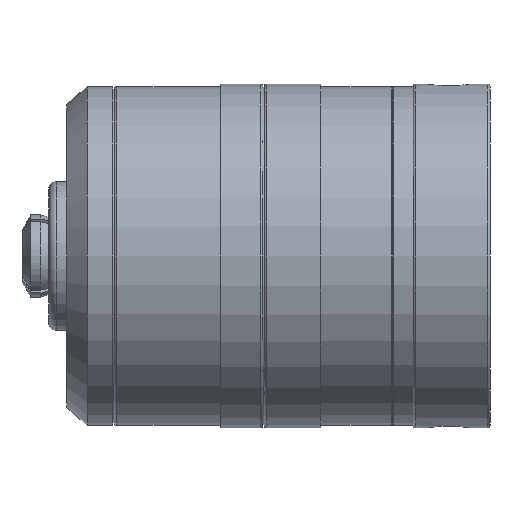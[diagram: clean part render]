
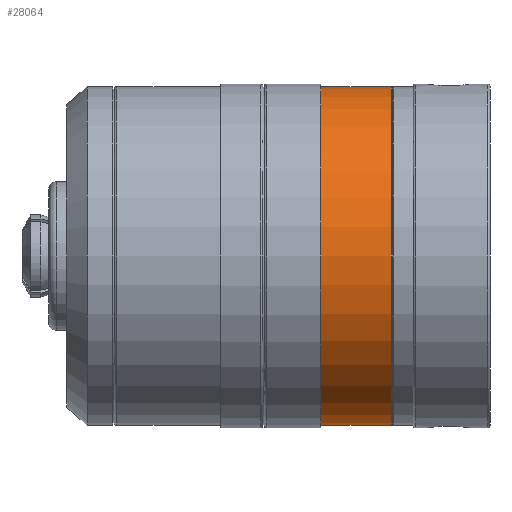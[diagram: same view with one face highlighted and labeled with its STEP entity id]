
A CAD part, front view. The second image highlights one B-rep face of the part: STEP entity #28064.
In plain terms, the highlighted cylindrical face has radius 33 mm (diameter 66 mm), a full revolution.
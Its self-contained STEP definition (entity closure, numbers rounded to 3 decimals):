
#459 = CARTESIAN_POINT ( 'NONE',  ( -60.731, 31.515, 0. ) ) ;
#2670 = AXIS2_PLACEMENT_3D ( 'NONE', #47166, #35896, #20279 ) ;
#4464 = FACE_OUTER_BOUND ( 'NONE', #13565, .T. ) ;
#5684 = CARTESIAN_POINT ( 'NONE',  ( -46.931, 31.515, -33. ) ) ;
#9078 = CYLINDRICAL_SURFACE ( 'NONE', #18957, 33. ) ;
#10467 = CIRCLE ( 'NONE', #16192, 33. ) ;
#12162 = FACE_OUTER_BOUND ( 'NONE', #35392, .T. ) ;
#13565 = EDGE_LOOP ( 'NONE', ( #37352 ) ) ;
#16192 = AXIS2_PLACEMENT_3D ( 'NONE', #459, #28450, #36346 ) ;
#18957 = AXIS2_PLACEMENT_3D ( 'NONE', #24461, #27554, #39844 ) ;
#20279 = DIRECTION ( 'NONE',  ( 0., 0., -1. ) ) ;
#24461 = CARTESIAN_POINT ( 'NONE',  ( -27.731, 31.515, 0. ) ) ;
#24798 = CIRCLE ( 'NONE', #2670, 33. ) ;
#27554 = DIRECTION ( 'NONE',  ( 1., 0., 0. ) ) ;
#28064 = ADVANCED_FACE ( 'NONE', ( #4464, #12162 ), #9078, .T. ) ;
#28450 = DIRECTION ( 'NONE',  ( 1., 0., 0. ) ) ;
#31907 = ORIENTED_EDGE ( 'NONE', *, *, #46703, .T. ) ;
#33465 = EDGE_CURVE ( 'NONE', #35413, #35413, #10467, .T. ) ;
#35392 = EDGE_LOOP ( 'NONE', ( #31907 ) ) ;
#35413 = VERTEX_POINT ( 'NONE', #47453 ) ;
#35896 = DIRECTION ( 'NONE',  ( -1., 0., 0. ) ) ;
#36346 = DIRECTION ( 'NONE',  ( 0., 0., -1. ) ) ;
#37352 = ORIENTED_EDGE ( 'NONE', *, *, #33465, .T. ) ;
#39844 = DIRECTION ( 'NONE',  ( 0., 0., -1. ) ) ;
#43846 = VERTEX_POINT ( 'NONE', #5684 ) ;
#46703 = EDGE_CURVE ( 'NONE', #43846, #43846, #24798, .T. ) ;
#47166 = CARTESIAN_POINT ( 'NONE',  ( -46.931, 31.515, 0. ) ) ;
#47453 = CARTESIAN_POINT ( 'NONE',  ( -60.731, 31.515, -33. ) ) ;
